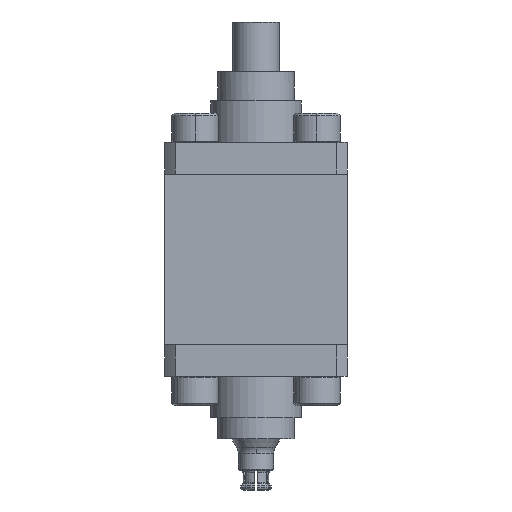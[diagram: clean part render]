
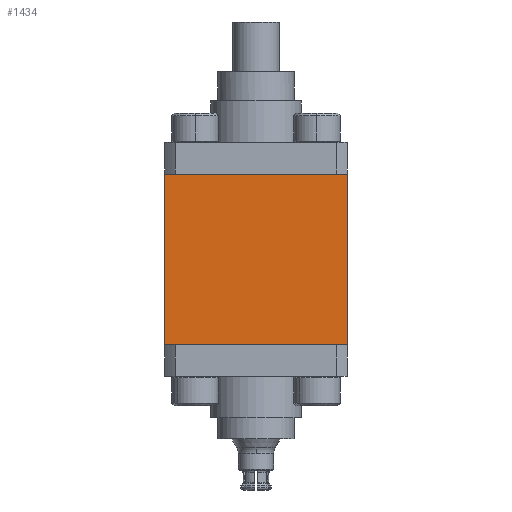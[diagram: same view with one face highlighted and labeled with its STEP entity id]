
A CAD part, left-side view. The second image highlights one B-rep face of the part: STEP entity #1434.
In plain terms, the highlighted planar face has unit normal (-1, 0, 0).
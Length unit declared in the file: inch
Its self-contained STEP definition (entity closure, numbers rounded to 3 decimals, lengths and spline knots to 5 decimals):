
#108 = PLANE ( 'NONE',  #11409 ) ;
#493 = CARTESIAN_POINT ( 'NONE',  ( 0., 0., 0. ) ) ;
#1390 = LINE ( 'NONE', #6919, #5557 ) ;
#1434 = ADVANCED_FACE ( 'NONE', ( #5639 ), #108, .T. ) ;
#1470 = ORIENTED_EDGE ( 'NONE', *, *, #7613, .T. ) ;
#2438 = CARTESIAN_POINT ( 'NONE',  ( 0., 0.375, -0.35 ) ) ;
#2683 = VERTEX_POINT ( 'NONE', #11732 ) ;
#3218 = ORIENTED_EDGE ( 'NONE', *, *, #13147, .F. ) ;
#3381 = DIRECTION ( 'NONE',  ( 0., 0., 1. ) ) ;
#3691 = DIRECTION ( 'NONE',  ( 0., -1., 0. ) ) ;
#3868 = CARTESIAN_POINT ( 'NONE',  ( 0., 0., 0. ) ) ;
#3889 = DIRECTION ( 'NONE',  ( 0., -1., 0. ) ) ;
#4510 = CARTESIAN_POINT ( 'NONE',  ( 0., 0., -0.35 ) ) ;
#4955 = LINE ( 'NONE', #7370, #5564 ) ;
#5541 = EDGE_CURVE ( 'NONE', #2683, #5905, #5829, .T. ) ;
#5557 = VECTOR ( 'NONE', #6640, 39.37008 ) ;
#5564 = VECTOR ( 'NONE', #3889, 39.37008 ) ;
#5639 = FACE_OUTER_BOUND ( 'NONE', #9374, .T. ) ;
#5829 = LINE ( 'NONE', #493, #11643 ) ;
#5905 = VERTEX_POINT ( 'NONE', #3868 ) ;
#6061 = ORIENTED_EDGE ( 'NONE', *, *, #5541, .F. ) ;
#6300 = CARTESIAN_POINT ( 'NONE',  ( 0., 0., -0.35 ) ) ;
#6640 = DIRECTION ( 'NONE',  ( 0., 0., 1. ) ) ;
#6784 = VERTEX_POINT ( 'NONE', #6300 ) ;
#6919 = CARTESIAN_POINT ( 'NONE',  ( 0., 0., -0.35 ) ) ;
#6987 = EDGE_CURVE ( 'NONE', #6784, #5905, #1390, .T. ) ;
#7370 = CARTESIAN_POINT ( 'NONE',  ( 0., 0., -0.35 ) ) ;
#7613 = EDGE_CURVE ( 'NONE', #9142, #6784, #4955, .T. ) ;
#8774 = DIRECTION ( 'NONE',  ( -1., 0., 0. ) ) ;
#8891 = LINE ( 'NONE', #2438, #10517 ) ;
#9142 = VERTEX_POINT ( 'NONE', #13512 ) ;
#9374 = EDGE_LOOP ( 'NONE', ( #6061, #3218, #1470, #12953 ) ) ;
#9759 = DIRECTION ( 'NONE',  ( 0., 0., 1. ) ) ;
#10517 = VECTOR ( 'NONE', #9759, 39.37008 ) ;
#11409 = AXIS2_PLACEMENT_3D ( 'NONE', #4510, #8774, #3381 ) ;
#11643 = VECTOR ( 'NONE', #3691, 39.37008 ) ;
#11732 = CARTESIAN_POINT ( 'NONE',  ( 0., 0.375, 0. ) ) ;
#12953 = ORIENTED_EDGE ( 'NONE', *, *, #6987, .T. ) ;
#13147 = EDGE_CURVE ( 'NONE', #9142, #2683, #8891, .T. ) ;
#13512 = CARTESIAN_POINT ( 'NONE',  ( 0., 0.375, -0.35 ) ) ;
